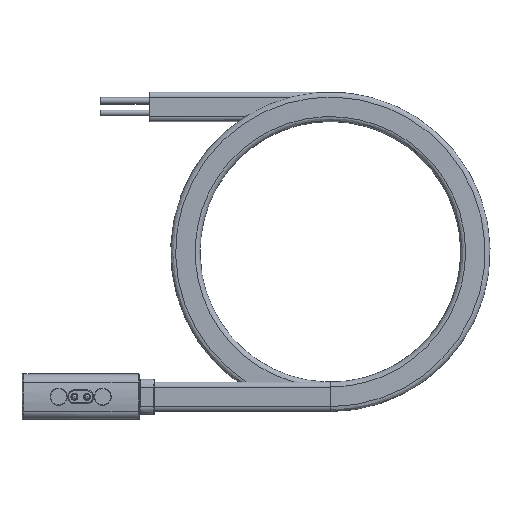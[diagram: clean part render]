
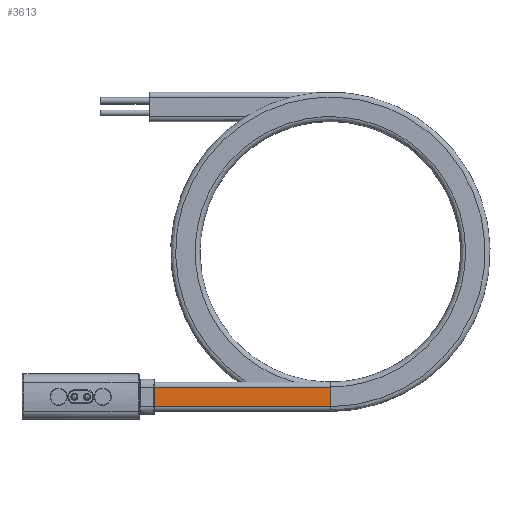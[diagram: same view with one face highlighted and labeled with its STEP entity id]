
A CAD part, front view. The second image highlights one B-rep face of the part: STEP entity #3613.
In plain terms, the highlighted planar face has unit normal (0, -1, 0).
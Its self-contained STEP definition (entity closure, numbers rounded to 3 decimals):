
#848 = CARTESIAN_POINT ( 'NONE',  ( 51., 0.95, -2. ) ) ;
#1218 = LINE ( 'NONE', #9367, #9631 ) ;
#1370 = LINE ( 'NONE', #4660, #5425 ) ;
#1446 = VERTEX_POINT ( 'NONE', #7611 ) ;
#1501 = CARTESIAN_POINT ( 'NONE',  ( 15., 0.95, 2. ) ) ;
#1755 = VERTEX_POINT ( 'NONE', #8338 ) ;
#2258 = DIRECTION ( 'NONE',  ( 0., 0., -1. ) ) ;
#2665 = PLANE ( 'NONE',  #9286 ) ;
#2945 = VERTEX_POINT ( 'NONE', #9438 ) ;
#3174 = ORIENTED_EDGE ( 'NONE', *, *, #3502, .F. ) ;
#3502 = EDGE_CURVE ( 'NONE', #1446, #2945, #4348, .T. ) ;
#3613 = ADVANCED_FACE ( 'NONE', ( #12699 ), #2665, .F. ) ;
#3976 = VECTOR ( 'NONE', #7717, 1000. ) ;
#4181 = DIRECTION ( 'NONE',  ( -1., 0., 0. ) ) ;
#4348 = LINE ( 'NONE', #848, #3976 ) ;
#4570 = VERTEX_POINT ( 'NONE', #1501 ) ;
#4660 = CARTESIAN_POINT ( 'NONE',  ( 51., 0.95, 2. ) ) ;
#5305 = CARTESIAN_POINT ( 'NONE',  ( 51., 0.95, 2. ) ) ;
#5322 = ORIENTED_EDGE ( 'NONE', *, *, #10333, .F. ) ;
#5425 = VECTOR ( 'NONE', #2258, 1000. ) ;
#5972 = ORIENTED_EDGE ( 'NONE', *, *, #9461, .F. ) ;
#6655 = DIRECTION ( 'NONE',  ( 0., 1., 0. ) ) ;
#7611 = CARTESIAN_POINT ( 'NONE',  ( 51., 0.95, -2. ) ) ;
#7617 = DIRECTION ( 'NONE',  ( 0., 0., 1. ) ) ;
#7717 = DIRECTION ( 'NONE',  ( -1., 0., 0. ) ) ;
#8338 = CARTESIAN_POINT ( 'NONE',  ( 51., 0.95, 2. ) ) ;
#9286 = AXIS2_PLACEMENT_3D ( 'NONE', #5305, #6655, #7617 ) ;
#9353 = DIRECTION ( 'NONE',  ( 0., 0., 1. ) ) ;
#9367 = CARTESIAN_POINT ( 'NONE',  ( 15., 0.95, 2. ) ) ;
#9438 = CARTESIAN_POINT ( 'NONE',  ( 15., 0.95, -2. ) ) ;
#9461 = EDGE_CURVE ( 'NONE', #1755, #1446, #1370, .T. ) ;
#9631 = VECTOR ( 'NONE', #9353, 1000. ) ;
#9922 = EDGE_CURVE ( 'NONE', #1755, #4570, #10110, .T. ) ;
#9976 = ORIENTED_EDGE ( 'NONE', *, *, #9922, .T. ) ;
#10014 = VECTOR ( 'NONE', #4181, 1000. ) ;
#10110 = LINE ( 'NONE', #10770, #10014 ) ;
#10333 = EDGE_CURVE ( 'NONE', #2945, #4570, #1218, .T. ) ;
#10770 = CARTESIAN_POINT ( 'NONE',  ( 51., 0.95, 2. ) ) ;
#10980 = EDGE_LOOP ( 'NONE', ( #5322, #3174, #5972, #9976 ) ) ;
#12699 = FACE_OUTER_BOUND ( 'NONE', #10980, .T. ) ;
